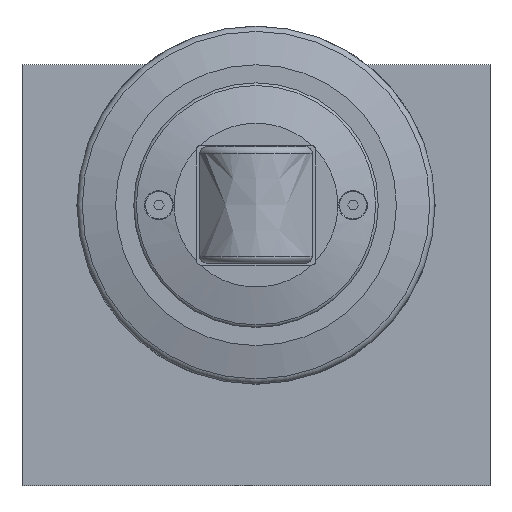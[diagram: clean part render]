
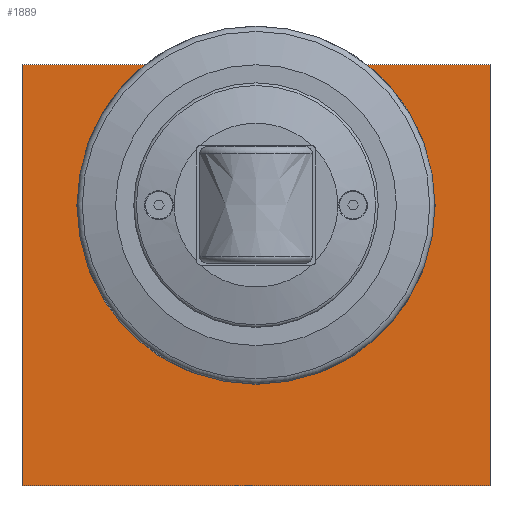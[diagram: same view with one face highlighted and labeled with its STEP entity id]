
A CAD part, front view. The second image highlights one B-rep face of the part: STEP entity #1889.
In plain terms, the highlighted planar face has unit normal (0, -1, 0).
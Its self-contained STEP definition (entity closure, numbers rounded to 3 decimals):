
#80=FACE_BOUND('',#375,.T.);
#169=CIRCLE('',#2074,51.);
#266=FACE_OUTER_BOUND('',#374,.T.);
#374=EDGE_LOOP('',(#1605,#1606,#1607,#1608));
#375=EDGE_LOOP('',(#1609));
#530=LINE('',#3321,#692);
#531=LINE('',#3323,#693);
#532=LINE('',#3325,#694);
#533=LINE('',#3326,#695);
#692=VECTOR('',#2561,10.);
#693=VECTOR('',#2562,10.);
#694=VECTOR('',#2563,10.);
#695=VECTOR('',#2564,10.);
#855=VERTEX_POINT('',#3243);
#880=VERTEX_POINT('',#3319);
#881=VERTEX_POINT('',#3320);
#882=VERTEX_POINT('',#3322);
#883=VERTEX_POINT('',#3324);
#1099=EDGE_CURVE('',#855,#855,#169,.T.);
#1136=EDGE_CURVE('',#880,#881,#530,.T.);
#1137=EDGE_CURVE('',#882,#881,#531,.T.);
#1138=EDGE_CURVE('',#883,#882,#532,.T.);
#1139=EDGE_CURVE('',#883,#880,#533,.T.);
#1605=ORIENTED_EDGE('',*,*,#1136,.T.);
#1606=ORIENTED_EDGE('',*,*,#1137,.F.);
#1607=ORIENTED_EDGE('',*,*,#1138,.F.);
#1608=ORIENTED_EDGE('',*,*,#1139,.T.);
#1609=ORIENTED_EDGE('',*,*,#1099,.T.);
#1797=PLANE('',#2087);
#1889=ADVANCED_FACE('',(#266,#80),#1797,.T.);
#2074=AXIS2_PLACEMENT_3D('',#3245,#2497,#2498);
#2087=AXIS2_PLACEMENT_3D('',#3318,#2559,#2560);
#2497=DIRECTION('center_axis',(0.,1.,0.));
#2498=DIRECTION('ref_axis',(-1.,0.,0.));
#2559=DIRECTION('center_axis',(0.,-1.,0.));
#2560=DIRECTION('ref_axis',(0.,0.,-1.));
#2561=DIRECTION('',(0.,0.,1.));
#2562=DIRECTION('',(1.,0.,0.));
#2563=DIRECTION('',(0.,0.,1.));
#2564=DIRECTION('',(1.,0.,0.));
#3243=CARTESIAN_POINT('',(151.,0.,120.));
#3245=CARTESIAN_POINT('Origin',(100.,0.,120.));
#3318=CARTESIAN_POINT('Origin',(0.,0.,0.));
#3319=CARTESIAN_POINT('',(200.,0.,0.));
#3320=CARTESIAN_POINT('',(200.,0.,180.));
#3321=CARTESIAN_POINT('',(200.,0.,0.));
#3322=CARTESIAN_POINT('',(0.,0.,180.));
#3323=CARTESIAN_POINT('',(0.,0.,180.));
#3324=CARTESIAN_POINT('',(0.,0.,0.));
#3325=CARTESIAN_POINT('',(0.,0.,0.));
#3326=CARTESIAN_POINT('',(0.,0.,0.));
